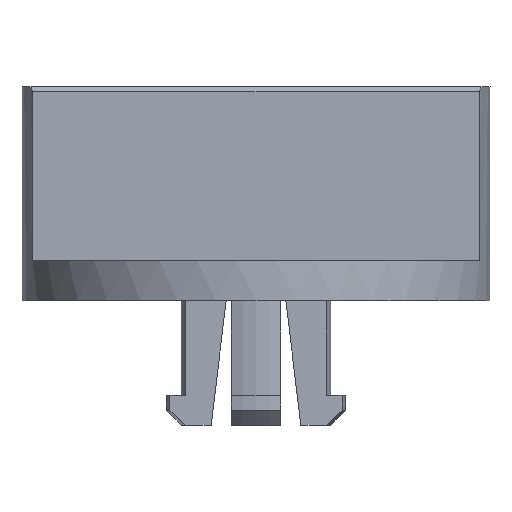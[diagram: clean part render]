
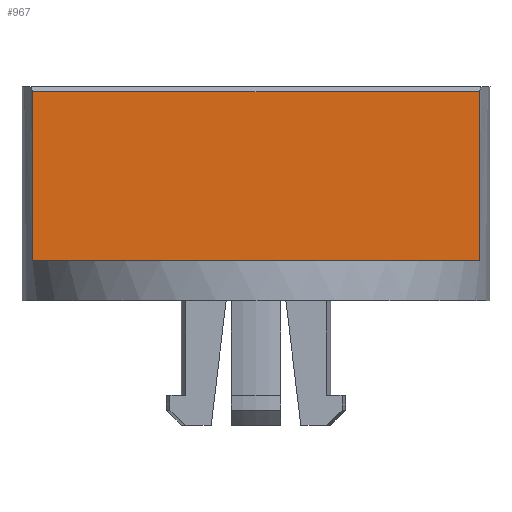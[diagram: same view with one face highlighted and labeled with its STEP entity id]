
A CAD part, front view. The second image highlights one B-rep face of the part: STEP entity #967.
In plain terms, the highlighted planar face has unit normal (0, -1, 0).
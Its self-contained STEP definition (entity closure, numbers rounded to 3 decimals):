
#55=LINE('',#1442,#151);
#56=LINE('',#1447,#152);
#57=LINE('',#1449,#153);
#58=LINE('',#1451,#154);
#151=VECTOR('',#1154,1000.);
#152=VECTOR('',#1159,1000.);
#153=VECTOR('',#1160,1000.);
#154=VECTOR('',#1161,1000.);
#255=ORIENTED_EDGE('',*,*,#538,.F.);
#256=ORIENTED_EDGE('',*,*,#539,.T.);
#257=ORIENTED_EDGE('',*,*,#540,.T.);
#258=ORIENTED_EDGE('',*,*,#536,.T.);
#536=EDGE_CURVE('',#677,#678,#55,.T.);
#538=EDGE_CURVE('',#679,#678,#56,.T.);
#539=EDGE_CURVE('',#679,#680,#57,.T.);
#540=EDGE_CURVE('',#680,#677,#58,.T.);
#677=VERTEX_POINT('',#1443);
#678=VERTEX_POINT('',#1444);
#679=VERTEX_POINT('',#1448);
#680=VERTEX_POINT('',#1450);
#799=EDGE_LOOP('',(#255,#256,#257,#258));
#863=FACE_BOUND('',#799,.T.);
#926=PLANE('',#1043);
#967=ADVANCED_FACE('',(#863),#926,.F.);
#1043=AXIS2_PLACEMENT_3D('',#1446,#1157,#1158);
#1154=DIRECTION('',(1.,0.,0.));
#1157=DIRECTION('',(0.,1.,0.));
#1158=DIRECTION('',(-1.,0.,0.));
#1159=DIRECTION('',(0.,0.,-1.));
#1160=DIRECTION('',(-1.,0.,0.));
#1161=DIRECTION('',(0.,0.,-1.));
#1442=CARTESIAN_POINT('',(-4.7,-1.4,0.8));
#1443=CARTESIAN_POINT('',(-4.487,-1.4,0.8));
#1444=CARTESIAN_POINT('',(4.487,-1.4,0.8));
#1446=CARTESIAN_POINT('',(-4.7,-1.4,14.772));
#1447=CARTESIAN_POINT('',(4.487,-1.4,4.3));
#1448=CARTESIAN_POINT('',(4.487,-1.4,4.2));
#1449=CARTESIAN_POINT('',(-4.7,-1.4,4.2));
#1450=CARTESIAN_POINT('',(-4.487,-1.4,4.2));
#1451=CARTESIAN_POINT('',(-4.487,-1.4,4.3));
